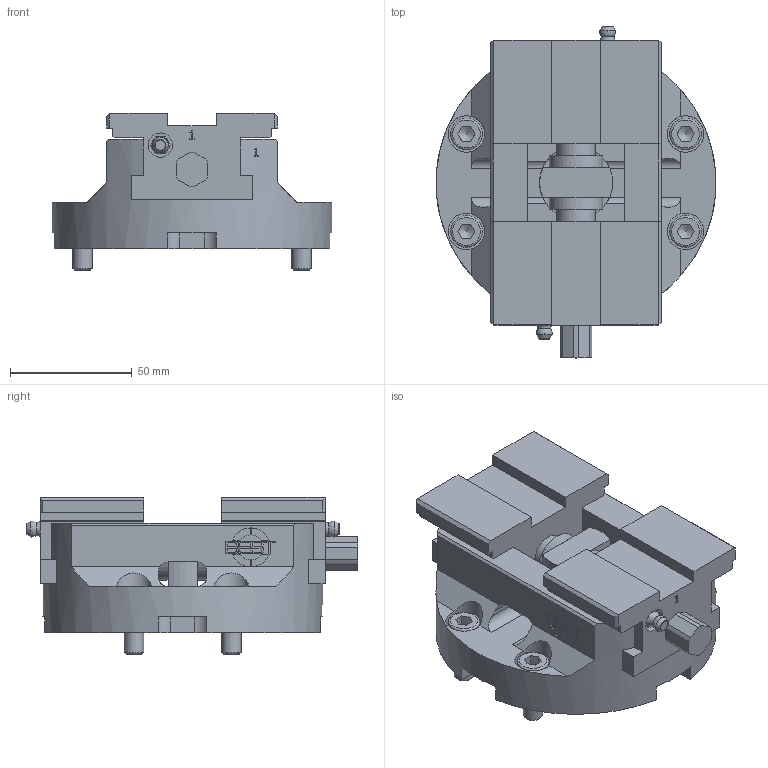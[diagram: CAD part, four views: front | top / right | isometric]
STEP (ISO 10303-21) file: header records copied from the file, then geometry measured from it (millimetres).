
FILE_DESCRIPTION((''),'2;1');
FILE_NAME('200-0115-012-Kunde.stp','2012-11-28T10:04:12',('adam'),(''),'Autodesk Inventor 2012','Autodesk Inventor 2012','');
FILE_SCHEMA(('AUTOMOTIVE_DESIGN { 1 0 10303 214 1 1 1 1 }'));
Length unit declared in the file: millimetre
Products named in the file (1): 200-0115-012-Kunde
Bounding box: 114.8 x 136.3 x 64.5 mm (x, y, z)
Volume: 404396.6 mm3; surface area: 69533.3 mm2
Topology: 1 solids, 3 shells, 694 faces, 1818 edges, 1168 vertices
Faces by surface type: plane 454, cylinder 142, cone 46, bspline 42, torus 8, sphere 2
Full cylindrical faces by diameter (mm): 3 x2, 4.917 x4, 5 x2, 6.647 x4, 8 x4, 9 x4, 10 x2, 10.106 x1, 12 x4, 13 x4, 15 x4, 16 x2, 22 x2, 25 x1, 54 x1, 55 x1, 115 x1
Entity records: 21722 total; most frequent: CARTESIAN_POINT 4587, ORIENTED_EDGE 3414, DIRECTION 3221, EDGE_CURVE 1707, VECTOR 1177, LINE 1177, VERTEX_POINT 1132, AXIS2_PLACEMENT_3D 1022
